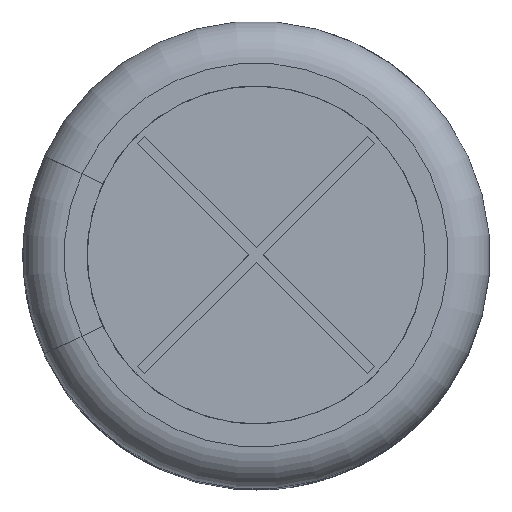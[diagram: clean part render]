
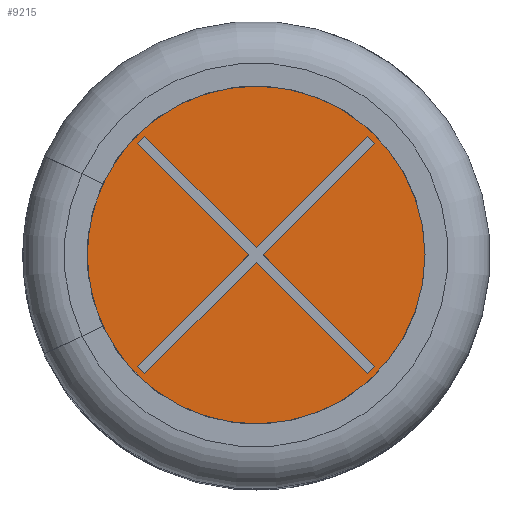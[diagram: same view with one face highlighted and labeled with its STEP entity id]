
A CAD part, top view. The second image highlights one B-rep face of the part: STEP entity #9215.
In plain terms, the highlighted planar face has unit normal (0, 0, 1).
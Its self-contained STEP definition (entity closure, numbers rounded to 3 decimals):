
#944=FACE_BOUND('',#3100,.T.);
#1030=LINE('',#12951,#1751);
#1031=LINE('',#12953,#1752);
#1032=LINE('',#12955,#1753);
#1033=LINE('',#12957,#1754);
#1034=LINE('',#12959,#1755);
#1035=LINE('',#12961,#1756);
#1036=LINE('',#12963,#1757);
#1037=LINE('',#12965,#1758);
#1038=LINE('',#12967,#1759);
#1039=LINE('',#12969,#1760);
#1040=LINE('',#12971,#1761);
#1041=LINE('',#12972,#1762);
#1751=VECTOR('',#10743,1000.);
#1752=VECTOR('',#10744,1000.);
#1753=VECTOR('',#10745,1000.);
#1754=VECTOR('',#10746,1000.);
#1755=VECTOR('',#10747,1000.);
#1756=VECTOR('',#10748,1000.);
#1757=VECTOR('',#10749,1000.);
#1758=VECTOR('',#10750,1000.);
#1759=VECTOR('',#10751,1000.);
#1760=VECTOR('',#10752,1000.);
#1761=VECTOR('',#10753,1000.);
#1762=VECTOR('',#10754,1000.);
#2567=FACE_OUTER_BOUND('',#3099,.T.);
#3099=EDGE_LOOP('',(#6337));
#3100=EDGE_LOOP('',(#6338,#6339,#6340,#6341,#6342,#6343,#6344,#6345,#6346,
#6347,#6348,#6349));
#3710=CIRCLE('',#9891,2.585);
#4051=VERTEX_POINT('',#12947);
#4052=VERTEX_POINT('',#12949);
#4053=VERTEX_POINT('',#12950);
#4054=VERTEX_POINT('',#12952);
#4055=VERTEX_POINT('',#12954);
#4056=VERTEX_POINT('',#12956);
#4057=VERTEX_POINT('',#12958);
#4058=VERTEX_POINT('',#12960);
#4059=VERTEX_POINT('',#12962);
#4060=VERTEX_POINT('',#12964);
#4061=VERTEX_POINT('',#12966);
#4062=VERTEX_POINT('',#12968);
#4063=VERTEX_POINT('',#12970);
#4958=EDGE_CURVE('',#4051,#4051,#3710,.T.);
#4959=EDGE_CURVE('',#4052,#4053,#1030,.T.);
#4960=EDGE_CURVE('',#4053,#4054,#1031,.T.);
#4961=EDGE_CURVE('',#4054,#4055,#1032,.T.);
#4962=EDGE_CURVE('',#4055,#4056,#1033,.T.);
#4963=EDGE_CURVE('',#4056,#4057,#1034,.T.);
#4964=EDGE_CURVE('',#4057,#4058,#1035,.T.);
#4965=EDGE_CURVE('',#4058,#4059,#1036,.T.);
#4966=EDGE_CURVE('',#4059,#4060,#1037,.T.);
#4967=EDGE_CURVE('',#4060,#4061,#1038,.T.);
#4968=EDGE_CURVE('',#4061,#4062,#1039,.T.);
#4969=EDGE_CURVE('',#4062,#4063,#1040,.T.);
#4970=EDGE_CURVE('',#4063,#4052,#1041,.T.);
#6337=ORIENTED_EDGE('',*,*,#4958,.F.);
#6338=ORIENTED_EDGE('',*,*,#4959,.T.);
#6339=ORIENTED_EDGE('',*,*,#4960,.T.);
#6340=ORIENTED_EDGE('',*,*,#4961,.T.);
#6341=ORIENTED_EDGE('',*,*,#4962,.T.);
#6342=ORIENTED_EDGE('',*,*,#4963,.T.);
#6343=ORIENTED_EDGE('',*,*,#4964,.T.);
#6344=ORIENTED_EDGE('',*,*,#4965,.T.);
#6345=ORIENTED_EDGE('',*,*,#4966,.T.);
#6346=ORIENTED_EDGE('',*,*,#4967,.T.);
#6347=ORIENTED_EDGE('',*,*,#4968,.T.);
#6348=ORIENTED_EDGE('',*,*,#4969,.T.);
#6349=ORIENTED_EDGE('',*,*,#4970,.T.);
#8919=PLANE('',#9890);
#9215=ADVANCED_FACE('',(#2567,#944),#8919,.T.);
#9890=AXIS2_PLACEMENT_3D('',#12946,#10739,#10740);
#9891=AXIS2_PLACEMENT_3D('',#12948,#10741,#10742);
#10739=DIRECTION('center_axis',(0.,0.,1.));
#10740=DIRECTION('ref_axis',(1.,0.,0.));
#10741=DIRECTION('center_axis',(0.,0.,-1.));
#10742=DIRECTION('ref_axis',(-1.,0.,0.));
#10743=DIRECTION('',(0.707,0.707,0.));
#10744=DIRECTION('',(0.707,-0.707,0.));
#10745=DIRECTION('',(0.707,0.707,0.));
#10746=DIRECTION('',(0.707,-0.707,0.));
#10747=DIRECTION('',(-0.707,-0.707,0.));
#10748=DIRECTION('',(0.707,-0.707,0.));
#10749=DIRECTION('',(-0.707,-0.707,0.));
#10750=DIRECTION('',(-0.707,0.707,0.));
#10751=DIRECTION('',(-0.707,-0.707,0.));
#10752=DIRECTION('',(-0.707,0.707,0.));
#10753=DIRECTION('',(0.707,0.707,0.));
#10754=DIRECTION('',(-0.707,0.707,0.));
#12946=CARTESIAN_POINT('Origin',(-2.585,0.,10.78));
#12947=CARTESIAN_POINT('',(2.585,0.,10.78));
#12948=CARTESIAN_POINT('Origin',(0.,0.,10.78));
#12949=CARTESIAN_POINT('',(-1.596,1.497,10.78));
#12950=CARTESIAN_POINT('',(-1.497,1.596,10.78));
#12951=CARTESIAN_POINT('',(-1.497,1.596,10.78));
#12952=CARTESIAN_POINT('',(0.,0.099,10.78));
#12953=CARTESIAN_POINT('',(0.,0.099,10.78));
#12954=CARTESIAN_POINT('',(1.497,1.596,10.78));
#12955=CARTESIAN_POINT('',(0.,0.099,10.78));
#12956=CARTESIAN_POINT('',(1.596,1.497,10.78));
#12957=CARTESIAN_POINT('',(1.596,1.497,10.78));
#12958=CARTESIAN_POINT('',(0.099,0.,10.78));
#12959=CARTESIAN_POINT('',(0.099,0.,10.78));
#12960=CARTESIAN_POINT('',(1.596,-1.497,10.78));
#12961=CARTESIAN_POINT('',(0.099,0.,10.78));
#12962=CARTESIAN_POINT('',(1.497,-1.596,10.78));
#12963=CARTESIAN_POINT('',(1.596,-1.497,10.78));
#12964=CARTESIAN_POINT('',(0.,-0.099,10.78));
#12965=CARTESIAN_POINT('',(0.,-0.099,10.78));
#12966=CARTESIAN_POINT('',(-1.497,-1.596,10.78));
#12967=CARTESIAN_POINT('',(0.,-0.099,10.78));
#12968=CARTESIAN_POINT('',(-1.596,-1.497,10.78));
#12969=CARTESIAN_POINT('',(-1.497,-1.596,10.78));
#12970=CARTESIAN_POINT('',(-0.099,0.,10.78));
#12971=CARTESIAN_POINT('',(-0.099,0.,10.78));
#12972=CARTESIAN_POINT('',(-0.099,0.,10.78));
